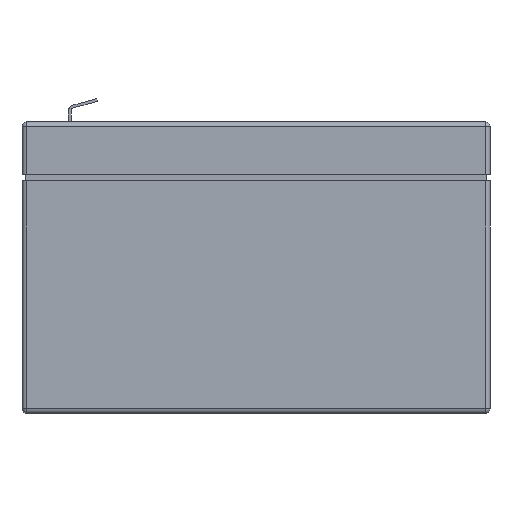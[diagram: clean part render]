
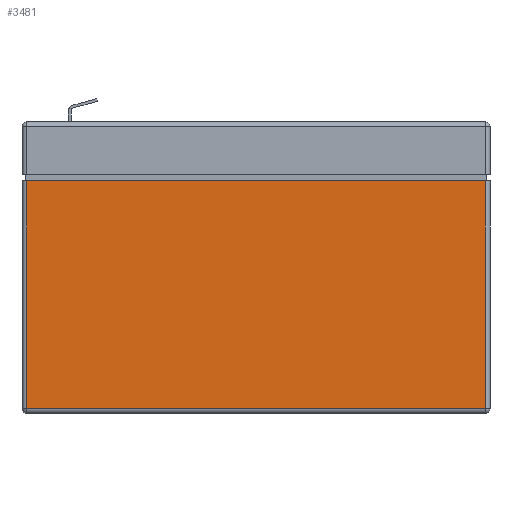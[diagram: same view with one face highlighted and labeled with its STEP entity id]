
A CAD part, front view. The second image highlights one B-rep face of the part: STEP entity #3481.
In plain terms, the highlighted planar face has unit normal (0, -1, 0).
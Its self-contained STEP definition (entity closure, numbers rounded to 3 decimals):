
#2985 = PLANE('',#2986);
#2986 = AXIS2_PLACEMENT_3D('',#2987,#2988,#2989);
#2987 = CARTESIAN_POINT('',(0.,0.,75.));
#2988 = DIRECTION('',(0.,0.,-1.));
#2989 = DIRECTION('',(-1.,0.,0.));
#3240 = EDGE_CURVE('',#3241,#3243,#3245,.T.);
#3241 = VERTEX_POINT('',#3242);
#3242 = CARTESIAN_POINT('',(1.5,0.,75.));
#3243 = VERTEX_POINT('',#3244);
#3244 = CARTESIAN_POINT('',(149.5,0.,75.));
#3245 = SURFACE_CURVE('',#3246,(#3250,#3257),.PCURVE_S1.);
#3246 = LINE('',#3247,#3248);
#3247 = CARTESIAN_POINT('',(0.,0.,75.));
#3248 = VECTOR('',#3249,1.);
#3249 = DIRECTION('',(1.,0.,0.));
#3250 = PCURVE('',#2985,#3251);
#3251 = DEFINITIONAL_REPRESENTATION('',(#3252),#3256);
#3252 = LINE('',#3253,#3254);
#3253 = CARTESIAN_POINT('',(0.,0.));
#3254 = VECTOR('',#3255,1.);
#3255 = DIRECTION('',(-1.,0.));
#3256 = ( GEOMETRIC_REPRESENTATION_CONTEXT(2) 
PARAMETRIC_REPRESENTATION_CONTEXT() REPRESENTATION_CONTEXT('2D SPACE',''
  ) );
#3257 = PCURVE('',#3258,#3263);
#3258 = PLANE('',#3259);
#3259 = AXIS2_PLACEMENT_3D('',#3260,#3261,#3262);
#3260 = CARTESIAN_POINT('',(0.,0.,0.));
#3261 = DIRECTION('',(0.,-1.,0.));
#3262 = DIRECTION('',(0.,0.,-1.));
#3263 = DEFINITIONAL_REPRESENTATION('',(#3264),#3268);
#3264 = LINE('',#3265,#3266);
#3265 = CARTESIAN_POINT('',(-75.,0.));
#3266 = VECTOR('',#3267,1.);
#3267 = DIRECTION('',(0.,1.));
#3268 = ( GEOMETRIC_REPRESENTATION_CONTEXT(2) 
PARAMETRIC_REPRESENTATION_CONTEXT() REPRESENTATION_CONTEXT('2D SPACE',''
  ) );
#3291 = CYLINDRICAL_SURFACE('',#3292,1.5);
#3292 = AXIS2_PLACEMENT_3D('',#3293,#3294,#3295);
#3293 = CARTESIAN_POINT('',(1.5,1.5,0.));
#3294 = DIRECTION('',(0.,0.,1.));
#3295 = DIRECTION('',(-1.,0.,0.));
#3464 = CYLINDRICAL_SURFACE('',#3465,1.5);
#3465 = AXIS2_PLACEMENT_3D('',#3466,#3467,#3468);
#3466 = CARTESIAN_POINT('',(149.5,1.5,94.));
#3467 = DIRECTION('',(0.,0.,-1.));
#3468 = DIRECTION('',(1.,0.,0.));
#3481 = ADVANCED_FACE('',(#3482),#3258,.T.);
#3482 = FACE_BOUND('',#3483,.T.);
#3483 = EDGE_LOOP('',(#3484,#3507,#3535,#3556));
#3484 = ORIENTED_EDGE('',*,*,#3485,.F.);
#3485 = EDGE_CURVE('',#3486,#3241,#3488,.T.);
#3486 = VERTEX_POINT('',#3487);
#3487 = CARTESIAN_POINT('',(1.5,0.,1.5));
#3488 = SURFACE_CURVE('',#3489,(#3493,#3500),.PCURVE_S1.);
#3489 = LINE('',#3490,#3491);
#3490 = CARTESIAN_POINT('',(1.5,0.,0.)
  );
#3491 = VECTOR('',#3492,1.);
#3492 = DIRECTION('',(0.,0.,1.));
#3493 = PCURVE('',#3258,#3494);
#3494 = DEFINITIONAL_REPRESENTATION('',(#3495),#3499);
#3495 = LINE('',#3496,#3497);
#3496 = CARTESIAN_POINT('',(0.,1.5));
#3497 = VECTOR('',#3498,1.);
#3498 = DIRECTION('',(-1.,0.));
#3499 = ( GEOMETRIC_REPRESENTATION_CONTEXT(2) 
PARAMETRIC_REPRESENTATION_CONTEXT() REPRESENTATION_CONTEXT('2D SPACE',''
  ) );
#3500 = PCURVE('',#3291,#3501);
#3501 = DEFINITIONAL_REPRESENTATION('',(#3502),#3506);
#3502 = LINE('',#3503,#3504);
#3503 = CARTESIAN_POINT('',(1.571,0.));
#3504 = VECTOR('',#3505,1.);
#3505 = DIRECTION('',(0.,1.));
#3506 = ( GEOMETRIC_REPRESENTATION_CONTEXT(2) 
PARAMETRIC_REPRESENTATION_CONTEXT() REPRESENTATION_CONTEXT('2D SPACE',''
  ) );
#3507 = ORIENTED_EDGE('',*,*,#3508,.F.);
#3508 = EDGE_CURVE('',#3509,#3486,#3511,.T.);
#3509 = VERTEX_POINT('',#3510);
#3510 = CARTESIAN_POINT('',(149.5,0.,1.5));
#3511 = SURFACE_CURVE('',#3512,(#3516,#3523),.PCURVE_S1.);
#3512 = LINE('',#3513,#3514);
#3513 = CARTESIAN_POINT('',(151.,0.,1.5));
#3514 = VECTOR('',#3515,1.);
#3515 = DIRECTION('',(-1.,0.,0.));
#3516 = PCURVE('',#3258,#3517);
#3517 = DEFINITIONAL_REPRESENTATION('',(#3518),#3522);
#3518 = LINE('',#3519,#3520);
#3519 = CARTESIAN_POINT('',(-1.5,151.));
#3520 = VECTOR('',#3521,1.);
#3521 = DIRECTION('',(0.,-1.));
#3522 = ( GEOMETRIC_REPRESENTATION_CONTEXT(2) 
PARAMETRIC_REPRESENTATION_CONTEXT() REPRESENTATION_CONTEXT('2D SPACE',''
  ) );
#3523 = PCURVE('',#3524,#3529);
#3524 = CYLINDRICAL_SURFACE('',#3525,1.5);
#3525 = AXIS2_PLACEMENT_3D('',#3526,#3527,#3528);
#3526 = CARTESIAN_POINT('',(151.,1.5,1.5));
#3527 = DIRECTION('',(-1.,0.,0.));
#3528 = DIRECTION('',(0.,0.,-1.));
#3529 = DEFINITIONAL_REPRESENTATION('',(#3530),#3534);
#3530 = LINE('',#3531,#3532);
#3531 = CARTESIAN_POINT('',(1.571,0.));
#3532 = VECTOR('',#3533,1.);
#3533 = DIRECTION('',(0.,1.));
#3534 = ( GEOMETRIC_REPRESENTATION_CONTEXT(2) 
PARAMETRIC_REPRESENTATION_CONTEXT() REPRESENTATION_CONTEXT('2D SPACE',''
  ) );
#3535 = ORIENTED_EDGE('',*,*,#3536,.F.);
#3536 = EDGE_CURVE('',#3243,#3509,#3537,.T.);
#3537 = SURFACE_CURVE('',#3538,(#3542,#3549),.PCURVE_S1.);
#3538 = LINE('',#3539,#3540);
#3539 = CARTESIAN_POINT('',(149.5,0.,94.));
#3540 = VECTOR('',#3541,1.);
#3541 = DIRECTION('',(0.,0.,-1.));
#3542 = PCURVE('',#3258,#3543);
#3543 = DEFINITIONAL_REPRESENTATION('',(#3544),#3548);
#3544 = LINE('',#3545,#3546);
#3545 = CARTESIAN_POINT('',(-94.,149.5));
#3546 = VECTOR('',#3547,1.);
#3547 = DIRECTION('',(1.,0.));
#3548 = ( GEOMETRIC_REPRESENTATION_CONTEXT(2) 
PARAMETRIC_REPRESENTATION_CONTEXT() REPRESENTATION_CONTEXT('2D SPACE',''
  ) );
#3549 = PCURVE('',#3464,#3550);
#3550 = DEFINITIONAL_REPRESENTATION('',(#3551),#3555);
#3551 = LINE('',#3552,#3553);
#3552 = CARTESIAN_POINT('',(1.571,0.));
#3553 = VECTOR('',#3554,1.);
#3554 = DIRECTION('',(0.,1.));
#3555 = ( GEOMETRIC_REPRESENTATION_CONTEXT(2) 
PARAMETRIC_REPRESENTATION_CONTEXT() REPRESENTATION_CONTEXT('2D SPACE',''
  ) );
#3556 = ORIENTED_EDGE('',*,*,#3240,.F.);
